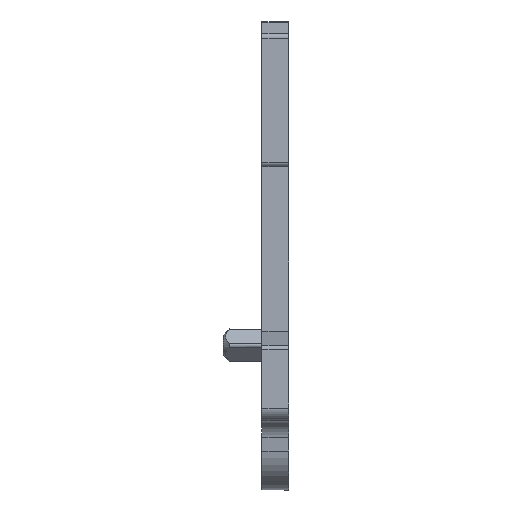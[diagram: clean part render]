
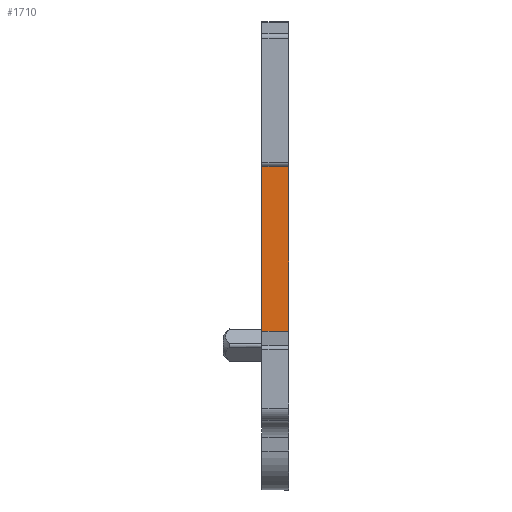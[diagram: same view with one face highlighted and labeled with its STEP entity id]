
A CAD part, front view. The second image highlights one B-rep face of the part: STEP entity #1710.
In plain terms, the highlighted planar face has unit normal (0, -1, 0).
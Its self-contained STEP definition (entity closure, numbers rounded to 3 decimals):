
#1697=AXIS2_PLACEMENT_3D('Plane Axis2P3D',#1694,#1695,#1696) ;
#56=CARTESIAN_POINT('Vertex',(3.,11.638,12.4)) ;
#59=CARTESIAN_POINT('Line Origine',(3.,11.638,18.825)) ;
#63=CARTESIAN_POINT('Vertex',(3.,11.638,25.25)) ;
#1062=CARTESIAN_POINT('Vertex',(5.1,11.638,25.25)) ;
#1065=CARTESIAN_POINT('Line Origine',(5.1,11.638,18.825)) ;
#1069=CARTESIAN_POINT('Vertex',(5.1,11.638,12.4)) ;
#1682=CARTESIAN_POINT('Line Origine',(4.05,11.638,12.4)) ;
#1694=CARTESIAN_POINT('Axis2P3D Location',(3.,11.638,25.25)) ;
#1699=CARTESIAN_POINT('Line Origine',(4.05,11.638,25.25)) ;
#60=DIRECTION('Vector Direction',(0.,0.,-1.)) ;
#1066=DIRECTION('Vector Direction',(0.,0.,-1.)) ;
#1683=DIRECTION('Vector Direction',(-1.,0.,0.)) ;
#1695=DIRECTION('Axis2P3D Direction',(0.,-1.,0.)) ;
#1696=DIRECTION('Axis2P3D XDirection',(0.,0.,-1.)) ;
#1700=DIRECTION('Vector Direction',(-1.,0.,0.)) ;
#61=VECTOR('Line Direction',#60,1.) ;
#1067=VECTOR('Line Direction',#1066,1.) ;
#1684=VECTOR('Line Direction',#1683,1.) ;
#1701=VECTOR('Line Direction',#1700,1.) ;
#1705=ORIENTED_EDGE('',*,*,#1703,.T.) ;
#1706=ORIENTED_EDGE('',*,*,#65,.T.) ;
#1707=ORIENTED_EDGE('',*,*,#1686,.F.) ;
#1708=ORIENTED_EDGE('',*,*,#1071,.F.) ;
#1710=ADVANCED_FACE('AEP',(#1709),#1698,.T.) ;
#65=EDGE_CURVE('',#64,#57,#62,.T.) ;
#1071=EDGE_CURVE('',#1063,#1070,#1068,.T.) ;
#1686=EDGE_CURVE('',#1070,#57,#1685,.T.) ;
#1703=EDGE_CURVE('',#1063,#64,#1702,.T.) ;
#1704=EDGE_LOOP('',(#1705,#1706,#1707,#1708)) ;
#1709=FACE_OUTER_BOUND('',#1704,.T.) ;
#62=LINE('Line',#59,#61) ;
#1068=LINE('Line',#1065,#1067) ;
#1685=LINE('Line',#1682,#1684) ;
#1702=LINE('Line',#1699,#1701) ;
#1698=PLANE('',#1697) ;
#57=VERTEX_POINT('',#56) ;
#64=VERTEX_POINT('',#63) ;
#1063=VERTEX_POINT('',#1062) ;
#1070=VERTEX_POINT('',#1069) ;
